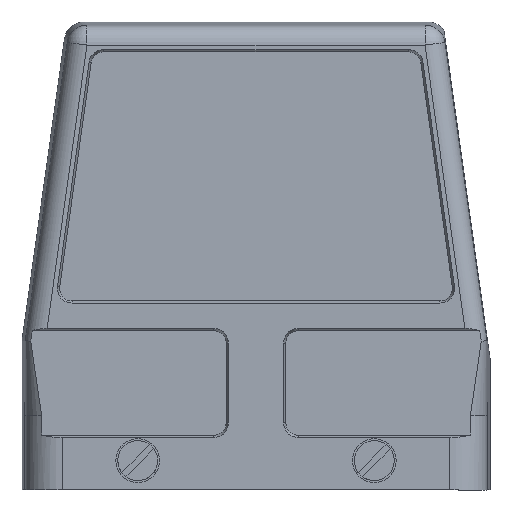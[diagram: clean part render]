
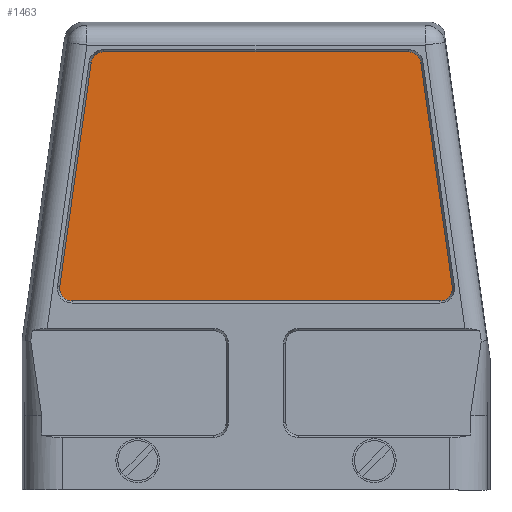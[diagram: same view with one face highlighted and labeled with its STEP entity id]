
A CAD part, front view. The second image highlights one B-rep face of the part: STEP entity #1463.
In plain terms, the highlighted planar face has unit normal (0, -1, 0).
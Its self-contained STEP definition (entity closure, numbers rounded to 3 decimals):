
#1127=FACE_OUTER_BOUND('',#3325,.T.);
#1463=ADVANCED_FACE('',(#1127),#1801,.T.);
#1801=PLANE('',#7155);
#2155=LINE('',#9787,#2706);
#2156=LINE('',#9791,#2707);
#2157=LINE('',#9795,#2708);
#2158=LINE('',#9799,#2709);
#2706=VECTOR('',#7927,1.);
#2707=VECTOR('',#7930,1.);
#2708=VECTOR('',#7933,1.);
#2709=VECTOR('',#7936,1.);
#3325=EDGE_LOOP('',(#3934,#3935,#3936,#3937,#3938,#3939,#3940,#3941));
#3934=ORIENTED_EDGE('',*,*,#6153,.F.);
#3935=ORIENTED_EDGE('',*,*,#6154,.F.);
#3936=ORIENTED_EDGE('',*,*,#6155,.F.);
#3937=ORIENTED_EDGE('',*,*,#6156,.T.);
#3938=ORIENTED_EDGE('',*,*,#6157,.T.);
#3939=ORIENTED_EDGE('',*,*,#6158,.T.);
#3940=ORIENTED_EDGE('',*,*,#6159,.T.);
#3941=ORIENTED_EDGE('',*,*,#6160,.T.);
#5566=VERTEX_POINT('',#9785);
#5567=VERTEX_POINT('',#9786);
#5568=VERTEX_POINT('',#9788);
#5569=VERTEX_POINT('',#9790);
#5570=VERTEX_POINT('',#9792);
#5571=VERTEX_POINT('',#9794);
#5572=VERTEX_POINT('',#9796);
#5573=VERTEX_POINT('',#9798);
#6153=EDGE_CURVE('',#5566,#5567,#6805,.T.);
#6154=EDGE_CURVE('',#5568,#5566,#2155,.T.);
#6155=EDGE_CURVE('',#5569,#5568,#6806,.T.);
#6156=EDGE_CURVE('',#5569,#5570,#2156,.T.);
#6157=EDGE_CURVE('',#5570,#5571,#6807,.T.);
#6158=EDGE_CURVE('',#5571,#5572,#2157,.T.);
#6159=EDGE_CURVE('',#5572,#5573,#6808,.T.);
#6160=EDGE_CURVE('',#5573,#5567,#2158,.T.);
#6805=CIRCLE('',#7151,2.5);
#6806=CIRCLE('',#7152,2.5);
#6807=CIRCLE('',#7153,2.5);
#6808=CIRCLE('',#7154,2.5);
#7151=AXIS2_PLACEMENT_3D('',#9784,#7925,#7926);
#7152=AXIS2_PLACEMENT_3D('',#9789,#7928,#7929);
#7153=AXIS2_PLACEMENT_3D('',#9793,#7931,#7932);
#7154=AXIS2_PLACEMENT_3D('',#9797,#7934,#7935);
#7155=AXIS2_PLACEMENT_3D('',#9800,#7937,#7938);
#7925=DIRECTION('',(0.,1.,0.));
#7926=DIRECTION('',(0.,0.,-1.));
#7927=DIRECTION('',(1.,0.,0.));
#7928=DIRECTION('',(0.,1.,0.));
#7929=DIRECTION('',(0.,0.,-1.));
#7930=DIRECTION('',(-0.139,0.,-0.99));
#7931=DIRECTION('',(0.,-1.,0.));
#7932=DIRECTION('',(0.,0.,-1.));
#7933=DIRECTION('',(1.,0.,0.));
#7934=DIRECTION('',(0.,-1.,0.));
#7935=DIRECTION('',(0.,0.,-1.));
#7936=DIRECTION('',(-0.139,0.,0.99));
#7937=DIRECTION('',(0.,-1.,0.));
#7938=DIRECTION('',(0.,0.,1.));
#9784=CARTESIAN_POINT('',(30.616,-40.,76.35));
#9785=CARTESIAN_POINT('',(30.616,-40.,78.85));
#9786=CARTESIAN_POINT('',(33.092,-40.,76.698));
#9787=CARTESIAN_POINT('',(-30.616,-40.,78.85));
#9788=CARTESIAN_POINT('',(-30.616,-40.,78.85));
#9789=CARTESIAN_POINT('',(-30.616,-40.,76.35));
#9790=CARTESIAN_POINT('',(-33.092,-40.,76.698));
#9791=CARTESIAN_POINT('',(-39.416,-40.,31.698));
#9792=CARTESIAN_POINT('',(-39.416,-40.,31.698));
#9793=CARTESIAN_POINT('',(-36.941,-40.,31.35));
#9794=CARTESIAN_POINT('',(-36.941,-40.,28.85));
#9795=CARTESIAN_POINT('',(36.941,-40.,28.85));
#9796=CARTESIAN_POINT('',(36.941,-40.,28.85));
#9797=CARTESIAN_POINT('',(36.941,-40.,31.35));
#9798=CARTESIAN_POINT('',(39.416,-40.,31.698));
#9799=CARTESIAN_POINT('',(33.092,-40.,76.698));
#9800=CARTESIAN_POINT('',(-30.616,-40.,76.35));
